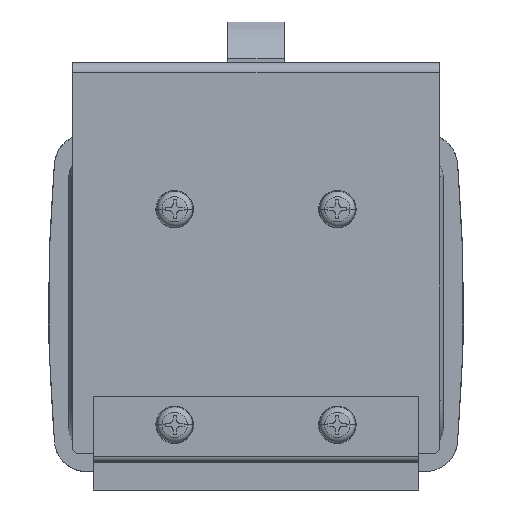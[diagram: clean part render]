
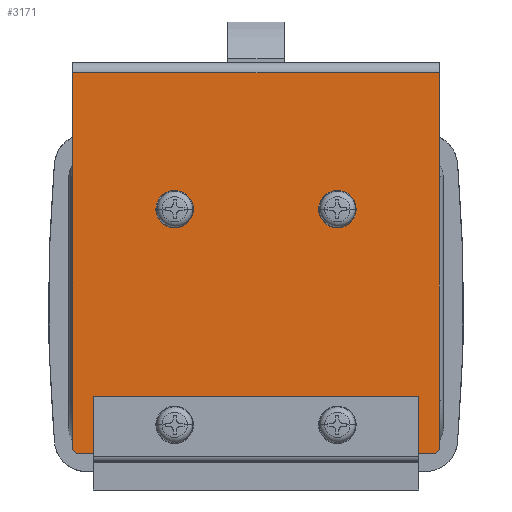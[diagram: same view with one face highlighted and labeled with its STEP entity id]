
A CAD part, front view. The second image highlights one B-rep face of the part: STEP entity #3171.
In plain terms, the highlighted planar face has unit normal (0, -1, 0).
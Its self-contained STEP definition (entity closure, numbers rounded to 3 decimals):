
#1021 = ORIENTED_EDGE ( 'NONE', *, *, #3446, .F. ) ;
#1022 = ORIENTED_EDGE ( 'NONE', *, *, #3495, .F. ) ;
#1023 = ORIENTED_EDGE ( 'NONE', *, *, #3496, .F. ) ;
#1024 = ORIENTED_EDGE ( 'NONE', *, *, #3458, .F. ) ;
#1025 = ORIENTED_EDGE ( 'NONE', *, *, #3497, .T. ) ;
#1026 = ORIENTED_EDGE ( 'NONE', *, *, #3498, .F. ) ;
#1027 = ORIENTED_EDGE ( 'NONE', *, *, #3494, .T. ) ;
#1028 = ORIENTED_EDGE ( 'NONE', *, *, #3499, .T. ) ;
#1029 = ORIENTED_EDGE ( 'NONE', *, *, #3500, .T. ) ;
#1030 = ORIENTED_EDGE ( 'NONE', *, *, #3501, .F. ) ;
#1031 = ORIENTED_EDGE ( 'NONE', *, *, #3502, .F. ) ;
#1032 = ORIENTED_EDGE ( 'NONE', *, *, #3503, .T. ) ;
#1033 = ORIENTED_EDGE ( 'NONE', *, *, #3504, .T. ) ;
#1034 = ORIENTED_EDGE ( 'NONE', *, *, #3505, .T. ) ;
#1331 = FACE_BOUND ( 'NONE', #2083, .T. ) ;
#1341 = FACE_BOUND ( 'NONE', #2084, .T. ) ;
#1343 = FACE_OUTER_BOUND ( 'NONE', #2085, .T. ) ;
#1345 = AXIS2_PLACEMENT_3D ( 'NONE', #8214, #8216, #8218 ) ;
#1777 = CIRCLE ( 'NONE', #10858, 2.7 ) ;
#1783 = CIRCLE ( 'NONE', #10870, 2.7 ) ;
#1795 = CIRCLE ( 'NONE', #10907, 2.7 ) ;
#1796 = CIRCLE ( 'NONE', #10904, 2.7 ) ;
#2083 = EDGE_LOOP ( 'NONE', ( #1021, #1022 ) ) ;
#2084 = EDGE_LOOP ( 'NONE', ( #1024, #1023 ) ) ;
#2085 = EDGE_LOOP ( 'NONE', ( #1025, #1027, #1026, #1028, #1029, #1030, #1031, #1032, #1033, #1034 ) ) ;
#2539 = CARTESIAN_POINT ( 'NONE',  ( -20., 0., 2.7 ) ) ;
#2540 = CARTESIAN_POINT ( 'NONE',  ( -20., 0., -2.7 ) ) ;
#2551 = CARTESIAN_POINT ( 'NONE',  ( 20., 0., 2.7 ) ) ;
#2552 = CARTESIAN_POINT ( 'NONE',  ( 20., 0., -2.7 ) ) ;
#2583 = CARTESIAN_POINT ( 'NONE',  ( -40., 0., -59.95 ) ) ;
#2584 = CARTESIAN_POINT ( 'NONE',  ( -40., 0., -45.95 ) ) ;
#2585 = CARTESIAN_POINT ( 'NONE',  ( 40., 0., -45.95 ) ) ;
#2586 = CARTESIAN_POINT ( 'NONE',  ( 40., 0., -59.95 ) ) ;
#2587 = CARTESIAN_POINT ( 'NONE',  ( 44., 0., -59.95 ) ) ;
#2588 = CARTESIAN_POINT ( 'NONE',  ( 45., 0., -58.95 ) ) ;
#2589 = CARTESIAN_POINT ( 'NONE',  ( 45., 0., 33.5 ) ) ;
#2590 = CARTESIAN_POINT ( 'NONE',  ( -45., 0., 33.5 ) ) ;
#2591 = CARTESIAN_POINT ( 'NONE',  ( -45., 0., -58.95 ) ) ;
#2592 = CARTESIAN_POINT ( 'NONE',  ( -44., 0., -59.95 ) ) ;
#3171 = ADVANCED_FACE ( 'NONE', ( #1331, #1341, #1343 ), #8212, .T. ) ;
#3446 = EDGE_CURVE ( 'NONE', #5400, #5401, #1777, .T. ) ;
#3458 = EDGE_CURVE ( 'NONE', #5412, #5413, #1783, .T. ) ;
#3494 = EDGE_CURVE ( 'NONE', #5445, #5446, #8996, .T. ) ;
#3495 = EDGE_CURVE ( 'NONE', #5401, #5400, #1795, .T. ) ;
#3496 = EDGE_CURVE ( 'NONE', #5413, #5412, #1796, .T. ) ;
#3497 = EDGE_CURVE ( 'NONE', #5444, #5445, #9014, .T. ) ;
#3498 = EDGE_CURVE ( 'NONE', #5447, #5446, #9020, .T. ) ;
#3499 = EDGE_CURVE ( 'NONE', #5447, #5448, #9026, .T. ) ;
#3500 = EDGE_CURVE ( 'NONE', #5448, #5449, #9032, .T. ) ;
#3501 = EDGE_CURVE ( 'NONE', #5450, #5449, #9038, .T. ) ;
#3502 = EDGE_CURVE ( 'NONE', #5451, #5450, #9044, .T. ) ;
#3503 = EDGE_CURVE ( 'NONE', #5451, #5452, #9050, .T. ) ;
#3504 = EDGE_CURVE ( 'NONE', #5452, #5453, #9056, .T. ) ;
#3505 = EDGE_CURVE ( 'NONE', #5453, #5444, #9062, .T. ) ;
#5400 = VERTEX_POINT ( 'NONE', #2539 ) ;
#5401 = VERTEX_POINT ( 'NONE', #2540 ) ;
#5412 = VERTEX_POINT ( 'NONE', #2551 ) ;
#5413 = VERTEX_POINT ( 'NONE', #2552 ) ;
#5444 = VERTEX_POINT ( 'NONE', #2583 ) ;
#5445 = VERTEX_POINT ( 'NONE', #2584 ) ;
#5446 = VERTEX_POINT ( 'NONE', #2585 ) ;
#5447 = VERTEX_POINT ( 'NONE', #2586 ) ;
#5448 = VERTEX_POINT ( 'NONE', #2587 ) ;
#5449 = VERTEX_POINT ( 'NONE', #2588 ) ;
#5450 = VERTEX_POINT ( 'NONE', #2589 ) ;
#5451 = VERTEX_POINT ( 'NONE', #2590 ) ;
#5452 = VERTEX_POINT ( 'NONE', #2591 ) ;
#5453 = VERTEX_POINT ( 'NONE', #2592 ) ;
#8212 = PLANE ( 'NONE',  #1345 ) ;
#8214 = CARTESIAN_POINT ( 'NONE',  ( -45., 0., 33.5 ) ) ;
#8216 = DIRECTION ( 'NONE',  ( 0., -1., 0. ) ) ;
#8218 = DIRECTION ( 'NONE',  ( 0., 0., -1. ) ) ;
#8670 = CARTESIAN_POINT ( 'NONE',  ( -20., 0., 0. ) ) ;
#8708 = DIRECTION ( 'NONE',  ( 0., -1., 0. ) ) ;
#8710 = DIRECTION ( 'NONE',  ( 0., 0., -1. ) ) ;
#8766 = CARTESIAN_POINT ( 'NONE',  ( 20., 0., 0. ) ) ;
#8780 = DIRECTION ( 'NONE',  ( 0., -1., 0. ) ) ;
#8782 = DIRECTION ( 'NONE',  ( 0., 0., -1. ) ) ;
#8994 = CARTESIAN_POINT ( 'NONE',  ( -20., 0., 0. ) ) ;
#8996 = LINE ( 'NONE', #8998, #10908 ) ;
#8998 = CARTESIAN_POINT ( 'NONE',  ( -40., 0., -45.95 ) ) ;
#9000 = DIRECTION ( 'NONE',  ( 1., 0., 0. ) ) ;
#9002 = DIRECTION ( 'NONE',  ( 0., -1., 0. ) ) ;
#9004 = DIRECTION ( 'NONE',  ( 0., 0., -1. ) ) ;
#9006 = CARTESIAN_POINT ( 'NONE',  ( 20., 0., 0. ) ) ;
#9008 = DIRECTION ( 'NONE',  ( 0., -1., 0. ) ) ;
#9010 = DIRECTION ( 'NONE',  ( 0., 0., -1. ) ) ;
#9014 = LINE ( 'NONE', #9016, #10910 ) ;
#9016 = CARTESIAN_POINT ( 'NONE',  ( -40., 0., -45.95 ) ) ;
#9018 = DIRECTION ( 'NONE',  ( 0., 0., 1. ) ) ;
#9020 = LINE ( 'NONE', #9022, #10911 ) ;
#9022 = CARTESIAN_POINT ( 'NONE',  ( 40., 0., -45.95 ) ) ;
#9024 = DIRECTION ( 'NONE',  ( 0., 0., 1. ) ) ;
#9026 = LINE ( 'NONE', #9028, #10912 ) ;
#9028 = CARTESIAN_POINT ( 'NONE',  ( -45., 0., -59.95 ) ) ;
#9030 = DIRECTION ( 'NONE',  ( 1., 0., 0. ) ) ;
#9032 = LINE ( 'NONE', #9034, #10913 ) ;
#9034 = CARTESIAN_POINT ( 'NONE',  ( 46.225, 0., -57.725 ) ) ;
#9036 = DIRECTION ( 'NONE',  ( 0.707, 0., 0.707 ) ) ;
#9038 = LINE ( 'NONE', #9040, #10915 ) ;
#9040 = CARTESIAN_POINT ( 'NONE',  ( 45., 0., 33.5 ) ) ;
#9042 = DIRECTION ( 'NONE',  ( 0., 0., -1. ) ) ;
#9044 = LINE ( 'NONE', #9046, #10916 ) ;
#9046 = CARTESIAN_POINT ( 'NONE',  ( -45., 0., 33.5 ) ) ;
#9048 = DIRECTION ( 'NONE',  ( 1., 0., 0. ) ) ;
#9050 = LINE ( 'NONE', #9052, #10917 ) ;
#9052 = CARTESIAN_POINT ( 'NONE',  ( -45., 0., 33.5 ) ) ;
#9054 = DIRECTION ( 'NONE',  ( 0., 0., -1. ) ) ;
#9056 = LINE ( 'NONE', #9058, #10918 ) ;
#9058 = CARTESIAN_POINT ( 'NONE',  ( -91.225, 0., -12.725 ) ) ;
#9060 = DIRECTION ( 'NONE',  ( 0.707, 0., -0.707 ) ) ;
#9062 = LINE ( 'NONE', #9064, #10919 ) ;
#9064 = CARTESIAN_POINT ( 'NONE',  ( -45., 0., -59.95 ) ) ;
#9066 = DIRECTION ( 'NONE',  ( 1., 0., 0. ) ) ;
#10858 = AXIS2_PLACEMENT_3D ( 'NONE', #8670, #8708, #8710 ) ;
#10870 = AXIS2_PLACEMENT_3D ( 'NONE', #8766, #8780, #8782 ) ;
#10904 = AXIS2_PLACEMENT_3D ( 'NONE', #9006, #9008, #9010 ) ;
#10907 = AXIS2_PLACEMENT_3D ( 'NONE', #8994, #9002, #9004 ) ;
#10908 = VECTOR ( 'NONE', #9000, 1000. ) ;
#10910 = VECTOR ( 'NONE', #9018, 1000. ) ;
#10911 = VECTOR ( 'NONE', #9024, 1000. ) ;
#10912 = VECTOR ( 'NONE', #9030, 1000. ) ;
#10913 = VECTOR ( 'NONE', #9036, 1000. ) ;
#10915 = VECTOR ( 'NONE', #9042, 1000. ) ;
#10916 = VECTOR ( 'NONE', #9048, 1000. ) ;
#10917 = VECTOR ( 'NONE', #9054, 1000. ) ;
#10918 = VECTOR ( 'NONE', #9060, 1000. ) ;
#10919 = VECTOR ( 'NONE', #9066, 1000. ) ;
